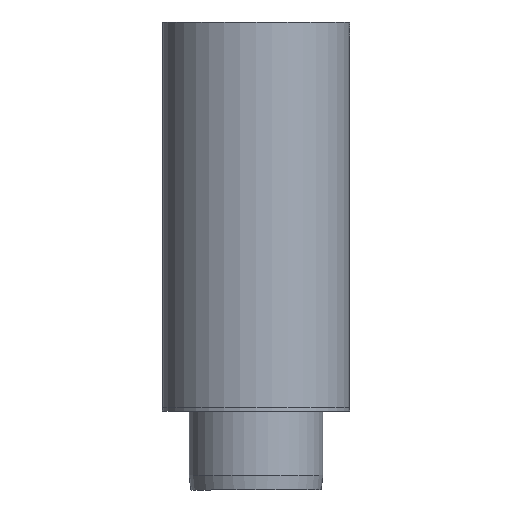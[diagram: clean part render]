
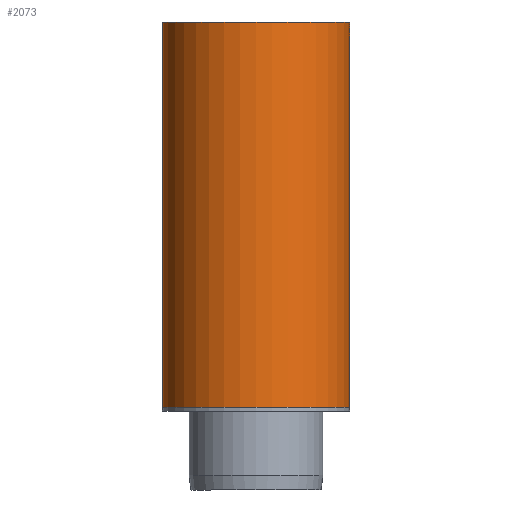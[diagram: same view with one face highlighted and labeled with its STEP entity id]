
A CAD part, left-side view. The second image highlights one B-rep face of the part: STEP entity #2073.
In plain terms, the highlighted cylindrical face has radius 510 mm (diameter 1020 mm), a full revolution.
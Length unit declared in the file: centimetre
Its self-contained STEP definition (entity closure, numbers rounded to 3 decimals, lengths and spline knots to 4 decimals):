
#132=ELLIPSE('',#2495,133.2694,51.);
#134=ELLIPSE('',#2498,55.202,51.);
#157=CYLINDRICAL_SURFACE('',#2502,51.);
#266=FACE_OUTER_BOUND('',#404,.T.);
#404=EDGE_LOOP('',(#1573,#1574,#1575,#1576,#1577,#1578,#1579,#1580));
#604=CIRCLE('',#2503,51.);
#605=CIRCLE('',#2504,51.);
#813=VERTEX_POINT('',#4029);
#814=VERTEX_POINT('',#4031);
#817=VERTEX_POINT('',#4045);
#818=VERTEX_POINT('',#4048);
#1080=EDGE_CURVE('',#814,#813,#132,.T.);
#1083=EDGE_CURVE('',#813,#814,#134,.T.);
#1088=EDGE_CURVE('',#817,#817,#604,.T.);
#1089=EDGE_CURVE('',#817,#813,#2214,.T.);
#1090=EDGE_CURVE('',#813,#818,#2215,.T.);
#1091=EDGE_CURVE('',#818,#818,#605,.T.);
#1573=ORIENTED_EDGE('',*,*,#1088,.T.);
#1574=ORIENTED_EDGE('',*,*,#1089,.T.);
#1575=ORIENTED_EDGE('',*,*,#1083,.T.);
#1576=ORIENTED_EDGE('',*,*,#1080,.T.);
#1577=ORIENTED_EDGE('',*,*,#1090,.T.);
#1578=ORIENTED_EDGE('',*,*,#1091,.F.);
#1579=ORIENTED_EDGE('',*,*,#1090,.F.);
#1580=ORIENTED_EDGE('',*,*,#1089,.F.);
#2073=ADVANCED_FACE('',(#266),#157,.T.);
#2214=LINE('',#4047,#2299);
#2215=LINE('',#4049,#2300);
#2299=VECTOR('',#3063,1.);
#2300=VECTOR('',#3064,1.);
#2495=AXIS2_PLACEMENT_3D('',#4032,#3042,#3043);
#2498=AXIS2_PLACEMENT_3D('',#4036,#3049,#3050);
#2502=AXIS2_PLACEMENT_3D('',#4044,#3059,#3060);
#2503=AXIS2_PLACEMENT_3D('',#4046,#3061,#3062);
#2504=AXIS2_PLACEMENT_3D('',#4050,#3065,#3066);
#3042=DIRECTION('center_axis',(-0.924,0.,
0.383));
#3043=DIRECTION('ref_axis',(0.383,0.,0.924));
#3049=DIRECTION('center_axis',(-0.383,0.,
-0.924));
#3050=DIRECTION('ref_axis',(0.924,0.,-0.383));
#3059=DIRECTION('center_axis',(0.,0.,
1.));
#3060=DIRECTION('ref_axis',(0.,-1.,0.));
#3061=DIRECTION('center_axis',(0.,0.,
1.));
#3062=DIRECTION('ref_axis',(0.,-1.,0.));
#3063=DIRECTION('',(0.,0.,1.));
#3064=DIRECTION('',(0.,0.,1.));
#3065=DIRECTION('center_axis',(0.,0.,
1.));
#3066=DIRECTION('ref_axis',(0.,-1.,0.));
#4029=CARTESIAN_POINT('',(0.,51.,85.));
#4031=CARTESIAN_POINT('',(0.,-51.,85.));
#4032=CARTESIAN_POINT('Origin',(0.,0.,
85.));
#4036=CARTESIAN_POINT('Origin',(0.,0.,
85.));
#4044=CARTESIAN_POINT('Origin',(0.,0.,
45.));
#4045=CARTESIAN_POINT('',(0.,51.,45.));
#4046=CARTESIAN_POINT('Origin',(0.,0.,
45.));
#4047=CARTESIAN_POINT('',(0.,51.,45.));
#4048=CARTESIAN_POINT('',(0.,51.,255.));
#4049=CARTESIAN_POINT('',(0.,51.,45.));
#4050=CARTESIAN_POINT('Origin',(0.,0.,
255.));
